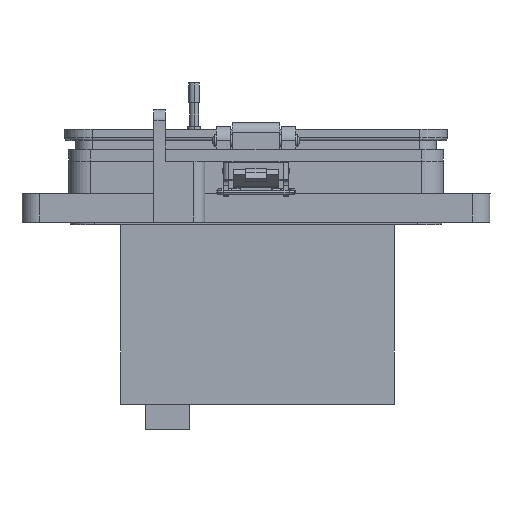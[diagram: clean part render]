
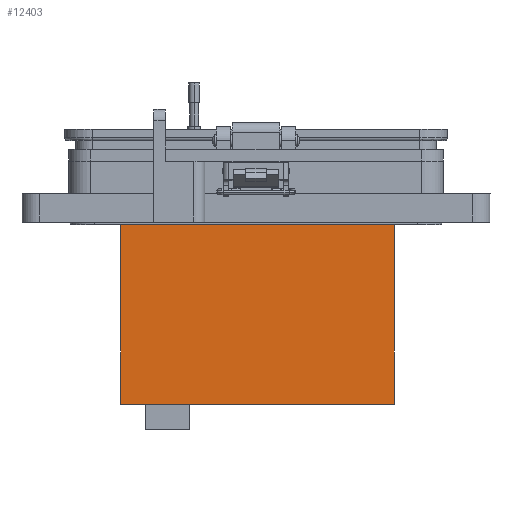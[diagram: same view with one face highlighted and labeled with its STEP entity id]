
A CAD part, front view. The second image highlights one B-rep face of the part: STEP entity #12403.
In plain terms, the highlighted planar face has unit normal (0, -1, 0).
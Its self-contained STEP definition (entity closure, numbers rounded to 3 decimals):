
#1528 = VECTOR ( 'NONE', #31431, 1000. ) ;
#2075 = DIRECTION ( 'NONE',  ( 0., -1., 0. ) ) ;
#2271 = VECTOR ( 'NONE', #21829, 1000. ) ;
#3020 = EDGE_LOOP ( 'NONE', ( #35123, #8729, #21167, #26666 ) ) ;
#3604 = CARTESIAN_POINT ( 'NONE',  ( -3.048, -3.594, -76.2 ) ) ;
#5781 = LINE ( 'NONE', #34942, #1528 ) ;
#5914 = CARTESIAN_POINT ( 'NONE',  ( 93.472, -3.594, -38.1 ) ) ;
#8729 = ORIENTED_EDGE ( 'NONE', *, *, #20715, .F. ) ;
#9027 = VERTEX_POINT ( 'NONE', #28003 ) ;
#9825 = CARTESIAN_POINT ( 'NONE',  ( 35.052, -3.594, -76.2 ) ) ;
#12403 = ADVANCED_FACE ( 'NONE', ( #21298 ), #18213, .T. ) ;
#13546 = DIRECTION ( 'NONE',  ( 1., 0., 0. ) ) ;
#15600 = EDGE_CURVE ( 'NONE', #24135, #35199, #5781, .T. ) ;
#18213 = PLANE ( 'NONE',  #33179 ) ;
#20715 = EDGE_CURVE ( 'NONE', #35199, #9027, #34265, .T. ) ;
#21167 = ORIENTED_EDGE ( 'NONE', *, *, #15600, .F. ) ;
#21298 = FACE_OUTER_BOUND ( 'NONE', #3020, .T. ) ;
#21829 = DIRECTION ( 'NONE',  ( 0., 0., -1. ) ) ;
#24100 = CARTESIAN_POINT ( 'NONE',  ( -3.048, -3.594, -76.2 ) ) ;
#24135 = VERTEX_POINT ( 'NONE', #29016 ) ;
#26666 = ORIENTED_EDGE ( 'NONE', *, *, #38435, .F. ) ;
#27722 = CARTESIAN_POINT ( 'NONE',  ( 93.472, -3.594, 0. ) ) ;
#28003 = CARTESIAN_POINT ( 'NONE',  ( 93.472, -3.594, -76.2 ) ) ;
#29016 = CARTESIAN_POINT ( 'NONE',  ( -3.048, -3.594, 0. ) ) ;
#29699 = LINE ( 'NONE', #9825, #32852 ) ;
#30439 = CARTESIAN_POINT ( 'NONE',  ( 73.152, -3.594, -76.2 ) ) ;
#31431 = DIRECTION ( 'NONE',  ( 1., 0., 0. ) ) ;
#32108 = VECTOR ( 'NONE', #33213, 1000. ) ;
#32359 = EDGE_CURVE ( 'NONE', #38795, #9027, #29699, .T. ) ;
#32852 = VECTOR ( 'NONE', #13546, 1000. ) ;
#33179 = AXIS2_PLACEMENT_3D ( 'NONE', #30439, #2075, #34148 ) ;
#33213 = DIRECTION ( 'NONE',  ( 0., 0., 1. ) ) ;
#33428 = LINE ( 'NONE', #24100, #32108 ) ;
#34148 = DIRECTION ( 'NONE',  ( 1., 0., 0. ) ) ;
#34265 = LINE ( 'NONE', #5914, #2271 ) ;
#34942 = CARTESIAN_POINT ( 'NONE',  ( 35.052, -3.594, 0. ) ) ;
#35123 = ORIENTED_EDGE ( 'NONE', *, *, #32359, .T. ) ;
#35199 = VERTEX_POINT ( 'NONE', #27722 ) ;
#38435 = EDGE_CURVE ( 'NONE', #38795, #24135, #33428, .T. ) ;
#38795 = VERTEX_POINT ( 'NONE', #3604 ) ;
